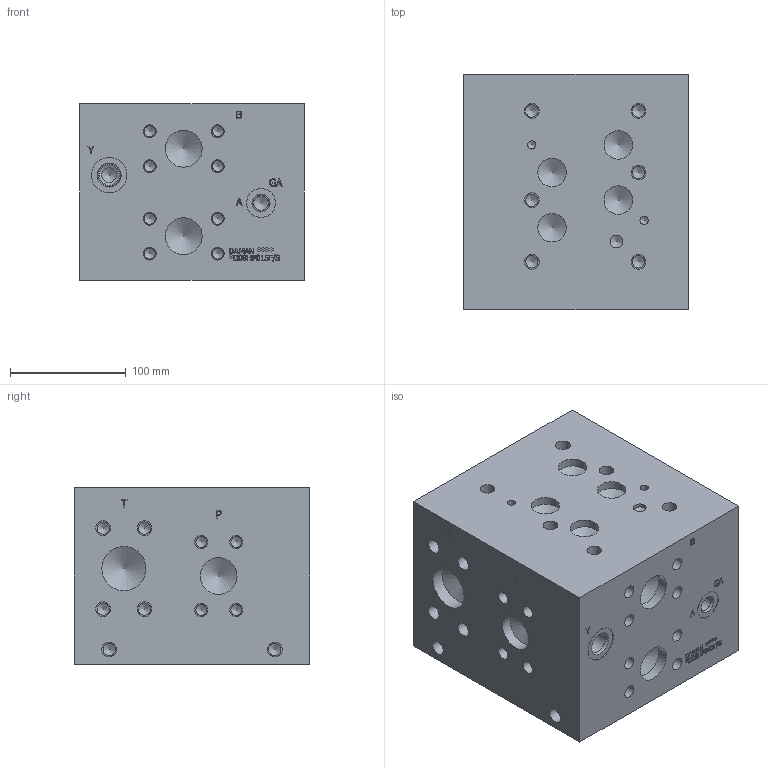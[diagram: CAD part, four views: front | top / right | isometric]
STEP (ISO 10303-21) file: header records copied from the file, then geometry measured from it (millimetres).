
FILE_DESCRIPTION(/* description */ (''),/* implementation_level */ '2;1');
FILE_NAME(/* name */ '_D08HP015F_S.stp',/* time_stamp */ '2021-07-20T10:31:09-04:00',/* author */ ('anthonyv'),/* organization */ (''),/* preprocessor_version */ 'ST-DEVELOPER v18.1',/* originating_system */ 'Autodesk Inventor 2021',/* authorisation */ '');
FILE_SCHEMA (('AUTOMOTIVE_DESIGN { 1 0 10303 214 3 1 1 }'));
Length unit declared in the file: millimetre
Products named in the file (1): Part_AD08HP015F~S_3D
Bounding box: 193.68 x 203.2 x 152.4 mm (x, y, z)
Volume: 5708813.2 mm3; surface area: 260980.3 mm2
Topology: 1 solids, 1 shells, 672 faces, 1844 edges, 1260 vertices
Faces by surface type: plane 376, bspline 141, cylinder 97, cone 58
Full cylindrical faces by diameter (mm): 7.137 x2, 9.347 x16, 10.719 x18, 11.125 x17, 12.294 x1, 12.7 x19, 12.9 x1, 14.275 x1, 14.529 x1, 17.501 x1, 19.05 x1, 19.253 x1, 24.613 x4, 25.019 x1, 25.4 x1, 30.632 x1, 31.75 x5, 34.112 x1, 35.992 x1, 36.525 x1, 38.1 x2, 39.675 x1
Entity records: 22431 total; most frequent: CARTESIAN_POINT 5560, ORIENTED_EDGE 3588, DIRECTION 2928, EDGE_CURVE 1794, VERTEX_POINT 1260, LINE 1160, VECTOR 1160, AXIS2_PLACEMENT_3D 884
